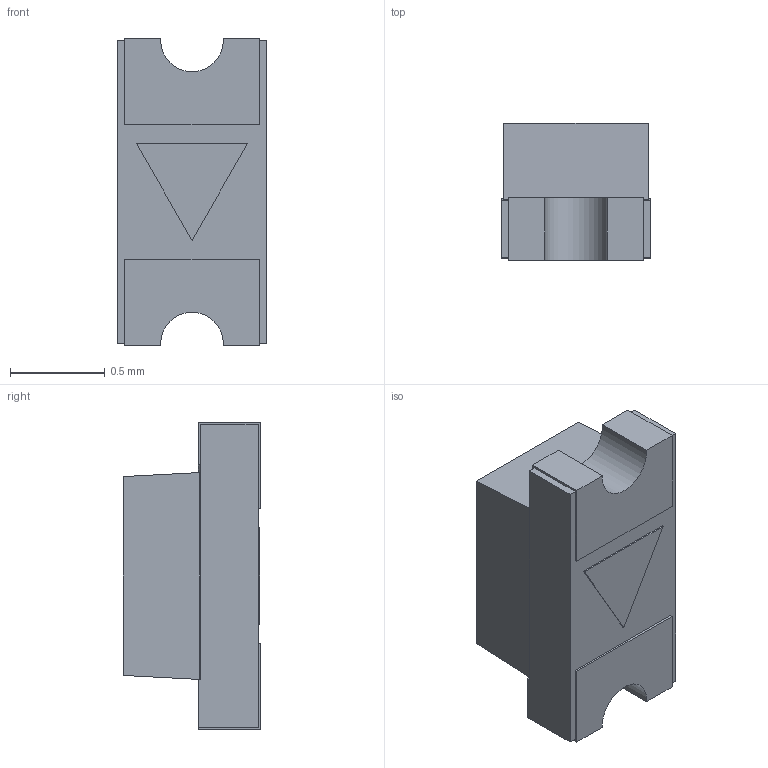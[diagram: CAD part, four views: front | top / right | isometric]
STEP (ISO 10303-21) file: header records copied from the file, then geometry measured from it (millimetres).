
FILE_DESCRIPTION((''),'2;1');
FILE_NAME('LED-SM_0603_1-COLOR','2006-12-13T',('leibw'),(''),'PRO/ENGINEER BY PARAMETRIC TECHNOLOGY CORPORATION, 2005230','PRO/ENGINEER BY PARAMETRIC TECHNOLOGY CORPORATION, 2005230','');
FILE_SCHEMA(('CONFIG_CONTROL_DESIGN'));
Length unit declared in the file: inch
Products named in the file (1): LED-SM_0603_1-COLOR
Bounding box: 0.79 x 0.72 x 1.63 mm (x, y, z)
Volume: 0.7 mm3; surface area: 7.2 mm2
Topology: 2 solids, 2 shells, 48 faces, 127 edges, 84 vertices
Faces by surface type: plane 40, cylinder 8
Entity records: 1509 total; most frequent: CARTESIAN_POINT 259, ORIENTED_EDGE 254, DIRECTION 239, EDGE_CURVE 127, VECTOR 111, LINE 111, VERTEX_POINT 84, AXIS2_PLACEMENT_3D 64
